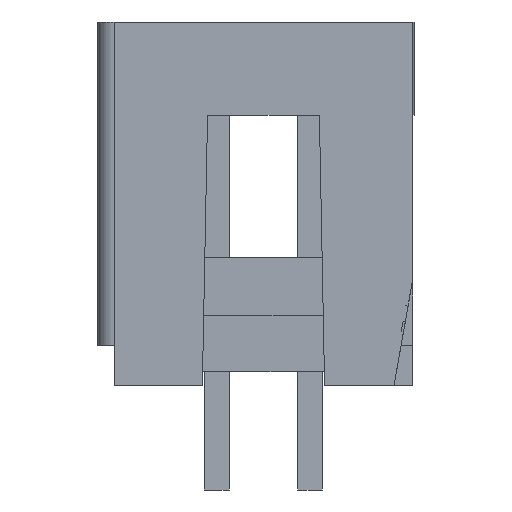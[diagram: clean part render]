
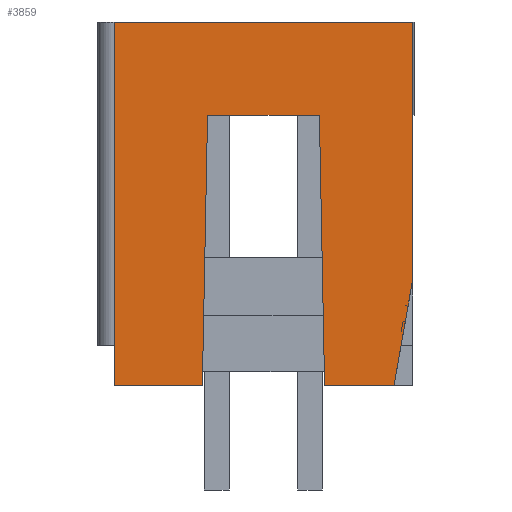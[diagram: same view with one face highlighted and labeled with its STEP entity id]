
A CAD part, left-side view. The second image highlights one B-rep face of the part: STEP entity #3859.
In plain terms, the highlighted planar face has unit normal (-1, 0, 0).
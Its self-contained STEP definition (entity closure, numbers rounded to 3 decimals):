
#3044=CARTESIAN_POINT('',(-16.358,4.064,9.906));
#3045=VERTEX_POINT('',#3044);
#3052=CARTESIAN_POINT('',(-16.358,-4.064,9.906));
#3053=VERTEX_POINT('',#3052);
#3054=CARTESIAN_POINT('',(-16.358,4.064,9.906));
#3055=DIRECTION('',(0.0,-1.0,0.0));
#3056=VECTOR('',#3055,8.128);
#3057=LINE('',#3054,#3056);
#3058=EDGE_CURVE('',#3045,#3053,#3057,.T.);
#3154=CARTESIAN_POINT('',(-16.358,-1.524,7.366));
#3155=VERTEX_POINT('',#3154);
#3162=CARTESIAN_POINT('',(-16.358,1.524,7.366));
#3163=VERTEX_POINT('',#3162);
#3164=CARTESIAN_POINT('',(-16.358,1.524,7.366));
#3165=DIRECTION('',(0.0,-1.0,0.0));
#3166=VECTOR('',#3165,3.048);
#3167=LINE('',#3164,#3166);
#3168=EDGE_CURVE('',#3163,#3155,#3167,.T.);
#3548=CARTESIAN_POINT('',(-16.358,-1.665,0.));
#3549=VERTEX_POINT('',#3548);
#3556=CARTESIAN_POINT('',(-16.358,-1.665,0.));
#3557=DIRECTION('',(0.0,0.019,1.));
#3558=VECTOR('',#3557,7.367);
#3559=LINE('',#3556,#3558);
#3560=EDGE_CURVE('',#3549,#3155,#3559,.T.);
#3669=CARTESIAN_POINT('',(-16.358,1.665,0.));
#3670=VERTEX_POINT('',#3669);
#3671=CARTESIAN_POINT('',(-16.358,1.665,0.));
#3672=DIRECTION('',(0.0,-0.019,1.));
#3673=VECTOR('',#3672,7.367);
#3674=LINE('',#3671,#3673);
#3675=EDGE_CURVE('',#3670,#3163,#3674,.T.);
#3812=CARTESIAN_POINT('',(-16.358,4.47,-0.495));
#3813=DIRECTION('',(-1.0,0.0,0.0));
#3814=DIRECTION('',(0.0,0.0,1.0));
#3815=AXIS2_PLACEMENT_3D('',#3812,#3813,#3814);
#3816=PLANE('',#3815);
#3817=ORIENTED_EDGE('',*,*,#3560,.F.);
#3818=CARTESIAN_POINT('',(-16.358,-3.556,0.));
#3819=VERTEX_POINT('',#3818);
#3820=CARTESIAN_POINT('',(-16.358,-1.665,0.));
#3821=DIRECTION('',(0.0,-1.0,0.0));
#3822=VECTOR('',#3821,1.891);
#3823=LINE('',#3820,#3822);
#3824=EDGE_CURVE('',#3549,#3819,#3823,.T.);
#3825=ORIENTED_EDGE('',*,*,#3824,.T.);
#3826=CARTESIAN_POINT('',(-16.358,-4.064,2.881));
#3827=VERTEX_POINT('',#3826);
#3828=CARTESIAN_POINT('',(-16.358,-4.064,2.881));
#3829=DIRECTION('',(0.0,0.174,-0.985));
#3830=VECTOR('',#3829,2.925);
#3831=LINE('',#3828,#3830);
#3832=EDGE_CURVE('',#3827,#3819,#3831,.T.);
#3833=ORIENTED_EDGE('',*,*,#3832,.F.);
#3834=CARTESIAN_POINT('',(-16.358,-4.064,2.881));
#3835=DIRECTION('',(0.0,0.0,1.0));
#3836=VECTOR('',#3835,7.025);
#3837=LINE('',#3834,#3836);
#3838=EDGE_CURVE('',#3827,#3053,#3837,.T.);
#3839=ORIENTED_EDGE('',*,*,#3838,.T.);
#3840=ORIENTED_EDGE('',*,*,#3058,.F.);
#3841=CARTESIAN_POINT('',(-16.358,4.064,0.));
#3842=VERTEX_POINT('',#3841);
#3843=CARTESIAN_POINT('',(-16.358,4.064,9.906));
#3844=DIRECTION('',(0.0,0.0,-1.0));
#3845=VECTOR('',#3844,9.906);
#3846=LINE('',#3843,#3845);
#3847=EDGE_CURVE('',#3045,#3842,#3846,.T.);
#3848=ORIENTED_EDGE('',*,*,#3847,.T.);
#3849=CARTESIAN_POINT('',(-16.358,4.064,0.));
#3850=DIRECTION('',(0.0,-1.0,0.0));
#3851=VECTOR('',#3850,2.399);
#3852=LINE('',#3849,#3851);
#3853=EDGE_CURVE('',#3842,#3670,#3852,.T.);
#3854=ORIENTED_EDGE('',*,*,#3853,.T.);
#3855=ORIENTED_EDGE('',*,*,#3675,.T.);
#3856=ORIENTED_EDGE('',*,*,#3168,.T.);
#3857=EDGE_LOOP('',(#3817,#3825,#3833,#3839,#3840,#3848,#3854,#3855,#3856));
#3858=FACE_OUTER_BOUND('',#3857,.T.);
#3859=ADVANCED_FACE('',(#3858),#3816,.T.);
